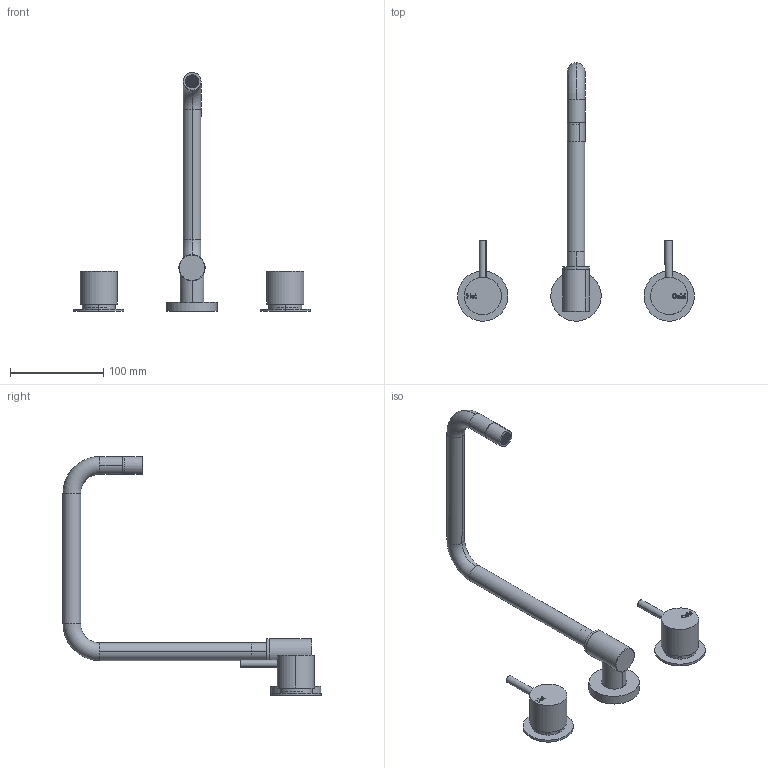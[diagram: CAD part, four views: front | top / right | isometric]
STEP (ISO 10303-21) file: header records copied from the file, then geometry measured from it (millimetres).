
FILE_DESCRIPTION (( 'STEP AP214' ), '1' );
FILE_NAME ('SUSSEX_SCALSA_SWSISQ_wall_sink_set_square_shell.STEP', '2021-06-24T06:43:21', ( '' ), ( '' ), 'SwSTEP 2.0', 'SolidWorks 2020', '' );
FILE_SCHEMA (( 'AUTOMOTIVE_DESIGN' ));
Length unit declared in the file: millimetre
Products named in the file (1): SUSSEX_SCALSA_SWSISQ_wall_sink_set_square_shell
Bounding box: 254 x 276.91 x 256.43 mm (x, y, z)
Volume: 214373.4 mm3; surface area: 115898.5 mm2
Topology: 15 solids, 15 shells, 2162 faces, 6394 edges, 4228 vertices
Faces by surface type: plane 1914, cylinder 131, bspline 57, cone 50, torus 10
Entity records: 95872 total; most frequent: CARTESIAN_POINT 14293, ORIENTED_EDGE 12788, DIRECTION 10893, EDGE_CURVE 6394, LINE 5769, VECTOR 5769, VERTEX_POINT 4228, EDGE_LOOP 2778
